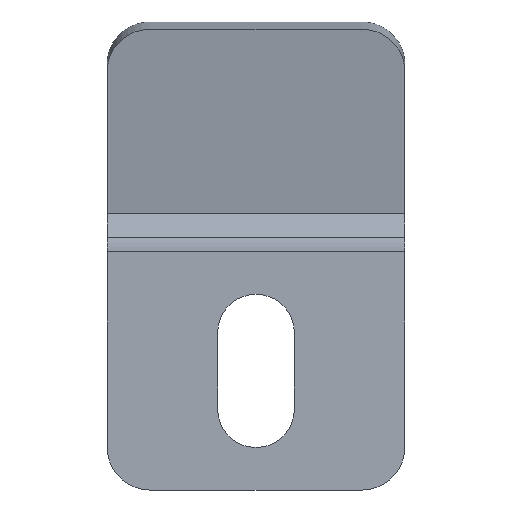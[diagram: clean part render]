
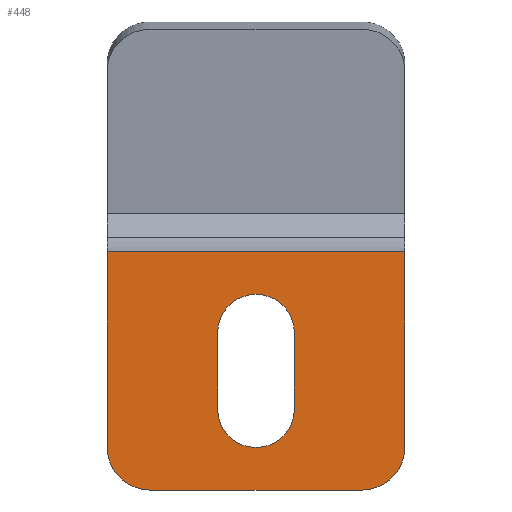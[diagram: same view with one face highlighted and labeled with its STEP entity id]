
A CAD part, front view. The second image highlights one B-rep face of the part: STEP entity #448.
In plain terms, the highlighted planar face has unit normal (0, -1, 0).
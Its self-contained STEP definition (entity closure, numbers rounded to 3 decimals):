
#49=DIRECTION('',(0.,0.,-1.));
#50=VECTOR('',#49,9.);
#51=CARTESIAN_POINT('',(-4.5,-5.,-9.5));
#52=LINE('',#51,#50);
#53=CARTESIAN_POINT('',(0.,-5.,-18.5));
#54=DIRECTION('',(0.,1.,0.));
#55=DIRECTION('',(1.,0.,0.));
#56=AXIS2_PLACEMENT_3D('',#53,#54,#55);
#58=DIRECTION('',(0.,0.,1.));
#59=VECTOR('',#58,9.);
#60=CARTESIAN_POINT('',(4.5,-5.,-18.5));
#61=LINE('',#60,#59);
#62=CARTESIAN_POINT('',(0.,-5.,-9.5));
#63=DIRECTION('',(0.,1.,0.));
#64=DIRECTION('',(-1.,0.,0.));
#65=AXIS2_PLACEMENT_3D('',#62,#63,#64);
#67=CARTESIAN_POINT('',(12.5,-5.,-23.));
#68=DIRECTION('',(0.,-1.,0.));
#69=DIRECTION('',(0.,0.,-1.));
#70=AXIS2_PLACEMENT_3D('',#67,#68,#69);
#72=DIRECTION('',(1.,0.,0.));
#73=VECTOR('',#72,25.);
#74=CARTESIAN_POINT('',(-12.5,-5.,-28.));
#75=LINE('',#74,#73);
#76=CARTESIAN_POINT('',(-12.5,-5.,-23.));
#77=DIRECTION('',(0.,-1.,0.));
#78=DIRECTION('',(-1.,0.,0.));
#79=AXIS2_PLACEMENT_3D('',#76,#77,#78);
#97=DIRECTION('',(0.,0.,1.));
#98=VECTOR('',#97,23.);
#99=CARTESIAN_POINT('',(-17.5,-5.,-23.));
#100=LINE('',#99,#98);
#193=DIRECTION('',(0.,0.,1.));
#194=VECTOR('',#193,23.);
#195=CARTESIAN_POINT('',(17.5,-5.,-23.));
#196=LINE('',#195,#194);
#214=DIRECTION('',(1.,0.,0.));
#215=VECTOR('',#214,35.);
#216=CARTESIAN_POINT('',(-17.5,-5.,0.));
#217=LINE('',#216,#215);
#265=CARTESIAN_POINT('',(-17.5,-5.,0.));
#266=CARTESIAN_POINT('',(17.5,-5.,0.));
#267=VERTEX_POINT('',#265);
#268=VERTEX_POINT('',#266);
#289=CARTESIAN_POINT('',(-4.5,-5.,-9.5));
#290=CARTESIAN_POINT('',(-4.5,-5.,-18.5));
#291=VERTEX_POINT('',#289);
#292=VERTEX_POINT('',#290);
#293=CARTESIAN_POINT('',(4.5,-5.,-18.5));
#294=VERTEX_POINT('',#293);
#295=CARTESIAN_POINT('',(4.5,-5.,-9.5));
#296=VERTEX_POINT('',#295);
#317=CARTESIAN_POINT('',(12.5,-5.,-28.));
#318=VERTEX_POINT('',#317);
#319=CARTESIAN_POINT('',(17.5,-5.,-23.));
#320=VERTEX_POINT('',#319);
#325=CARTESIAN_POINT('',(-17.5,-5.,-23.));
#326=VERTEX_POINT('',#325);
#327=CARTESIAN_POINT('',(-12.5,-5.,-28.));
#328=VERTEX_POINT('',#327);
#423=CARTESIAN_POINT('',(-17.5,-5.,-28.));
#424=DIRECTION('',(0.,1.,0.));
#425=DIRECTION('',(0.,0.,1.));
#426=AXIS2_PLACEMENT_3D('',#423,#424,#425);
#427=PLANE('',#426);
#429=ORIENTED_EDGE('',*,*,#428,.F.);
#431=ORIENTED_EDGE('',*,*,#430,.F.);
#433=ORIENTED_EDGE('',*,*,#432,.F.);
#435=ORIENTED_EDGE('',*,*,#434,.T.);
#437=ORIENTED_EDGE('',*,*,#436,.T.);
#439=ORIENTED_EDGE('',*,*,#438,.F.);
#440=EDGE_LOOP('',(#429,#431,#433,#435,#437,#439));
#441=FACE_OUTER_BOUND('',#440,.F.);
#442=ORIENTED_EDGE('',*,*,#375,.T.);
#443=ORIENTED_EDGE('',*,*,#390,.F.);
#444=ORIENTED_EDGE('',*,*,#404,.T.);
#445=ORIENTED_EDGE('',*,*,#417,.F.);
#446=EDGE_LOOP('',(#442,#443,#444,#445));
#447=FACE_BOUND('',#446,.F.);
#448=ADVANCED_FACE('',(#441,#447),#427,.F.);
#57=CIRCLE('',#56,4.5);
#66=CIRCLE('',#65,4.5);
#71=CIRCLE('',#70,5.);
#80=CIRCLE('',#79,5.);
#375=EDGE_CURVE('',#291,#292,#52,.T.);
#390=EDGE_CURVE('',#294,#292,#57,.T.);
#404=EDGE_CURVE('',#294,#296,#61,.T.);
#417=EDGE_CURVE('',#291,#296,#66,.T.);
#428=EDGE_CURVE('',#318,#320,#71,.T.);
#430=EDGE_CURVE('',#328,#318,#75,.T.);
#432=EDGE_CURVE('',#326,#328,#80,.T.);
#434=EDGE_CURVE('',#326,#267,#100,.T.);
#436=EDGE_CURVE('',#267,#268,#217,.T.);
#438=EDGE_CURVE('',#320,#268,#196,.T.);
